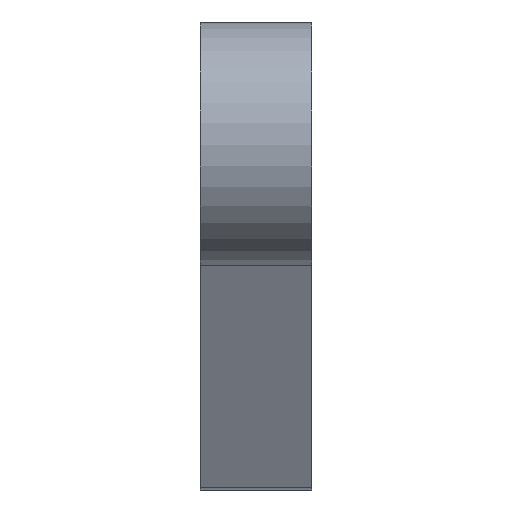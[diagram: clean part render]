
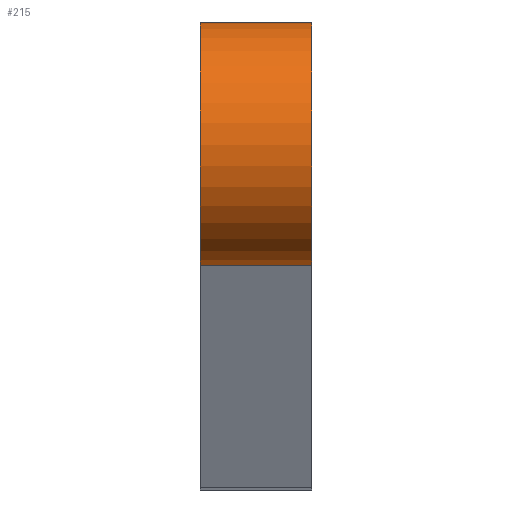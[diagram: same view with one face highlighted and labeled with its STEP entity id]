
A CAD part, front view. The second image highlights one B-rep face of the part: STEP entity #215.
In plain terms, the highlighted cylindrical face has radius 11 mm (diameter 22 mm), a partial arc.
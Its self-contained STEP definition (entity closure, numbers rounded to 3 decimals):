
#163=CARTESIAN_POINT('Vertex',(0.,-115.,27.)) ;
#166=CARTESIAN_POINT('Line Origine',(5.,-115.,27.)) ;
#170=CARTESIAN_POINT('Vertex',(10.,-115.,27.)) ;
#185=CARTESIAN_POINT('Axis2P3D Location',(5.,-115.,16.)) ;
#190=CARTESIAN_POINT('Axis2P3D Location',(0.,-115.,16.)) ;
#194=CARTESIAN_POINT('Vertex',(0.,-116.89,5.164)) ;
#197=CARTESIAN_POINT('Line Origine',(5.,-116.89,5.164)) ;
#201=CARTESIAN_POINT('Vertex',(10.,-116.89,5.164)) ;
#204=CARTESIAN_POINT('Axis2P3D Location',(10.,-115.,16.)) ;
#167=DIRECTION('Vector Direction',(1.,0.,0.)) ;
#186=DIRECTION('Axis2P3D Direction',(1.,0.,0.)) ;
#187=DIRECTION('Axis2P3D XDirection',(0.,0.,1.)) ;
#191=DIRECTION('Axis2P3D Direction',(1.,0.,0.)) ;
#198=DIRECTION('Vector Direction',(1.,0.,0.)) ;
#205=DIRECTION('Axis2P3D Direction',(1.,0.,0.)) ;
#188=AXIS2_PLACEMENT_3D('Cylinder Axis2P3D',#185,#186,#187) ;
#192=AXIS2_PLACEMENT_3D('Circle Axis2P3D',#190,#191,$) ;
#206=AXIS2_PLACEMENT_3D('Circle Axis2P3D',#204,#205,$) ;
#210=ORIENTED_EDGE('',*,*,#172,.F.) ;
#211=ORIENTED_EDGE('',*,*,#196,.T.) ;
#212=ORIENTED_EDGE('',*,*,#203,.T.) ;
#213=ORIENTED_EDGE('',*,*,#208,.F.) ;
#168=VECTOR('Line Direction',#167,1.) ;
#199=VECTOR('Line Direction',#198,1.) ;
#215=ADVANCED_FACE('Corps principal',(#214),#189,.T.) ;
#193=CIRCLE('generated circle',#192,11.) ;
#207=CIRCLE('generated circle',#206,11.) ;
#189=CYLINDRICAL_SURFACE('generated cylinder',#188,11.) ;
#172=EDGE_CURVE('',#164,#171,#169,.T.) ;
#196=EDGE_CURVE('',#164,#195,#193,.T.) ;
#203=EDGE_CURVE('',#195,#202,#200,.T.) ;
#208=EDGE_CURVE('',#171,#202,#207,.T.) ;
#209=EDGE_LOOP('',(#210,#211,#212,#213)) ;
#214=FACE_OUTER_BOUND('',#209,.T.) ;
#169=LINE('Line',#166,#168) ;
#200=LINE('Line',#197,#199) ;
#164=VERTEX_POINT('',#163) ;
#171=VERTEX_POINT('',#170) ;
#195=VERTEX_POINT('',#194) ;
#202=VERTEX_POINT('',#201) ;
